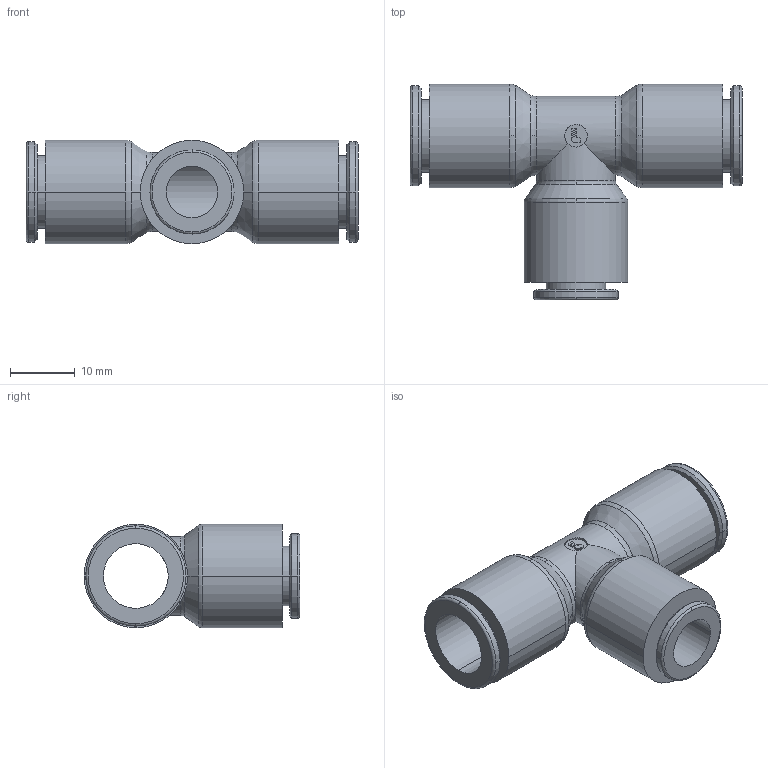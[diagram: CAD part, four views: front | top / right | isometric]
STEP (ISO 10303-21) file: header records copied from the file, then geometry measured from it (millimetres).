
FILE_DESCRIPTION(('STEP AP214'),'1');
FILE_NAME('3104_10_08.stp','2016-07-07T14:57:42',('TraceParts'),('TraceParts S.A.'),'Spatial InterOp 3D',' ',' ');
FILE_SCHEMA(('automotive_design'));
Length unit declared in the file: millimetre
Products named in the file (1): 1
Bounding box: 51.3 x 33.35 x 16 mm (x, y, z)
Volume: 7028.3 mm3; surface area: 6177.9 mm2
Topology: 1 solids, 1 shells, 90 faces, 235 edges, 156 vertices
Faces by surface type: cylinder 34, plane 26, torus 18, cone 12
Entity records: 3046 total; most frequent: CARTESIAN_POINT 677, DIRECTION 550, ORIENTED_EDGE 470, EDGE_CURVE 235, AXIS2_PLACEMENT_3D 232, VERTEX_POINT 156, CIRCLE 137, EDGE_LOOP 103
